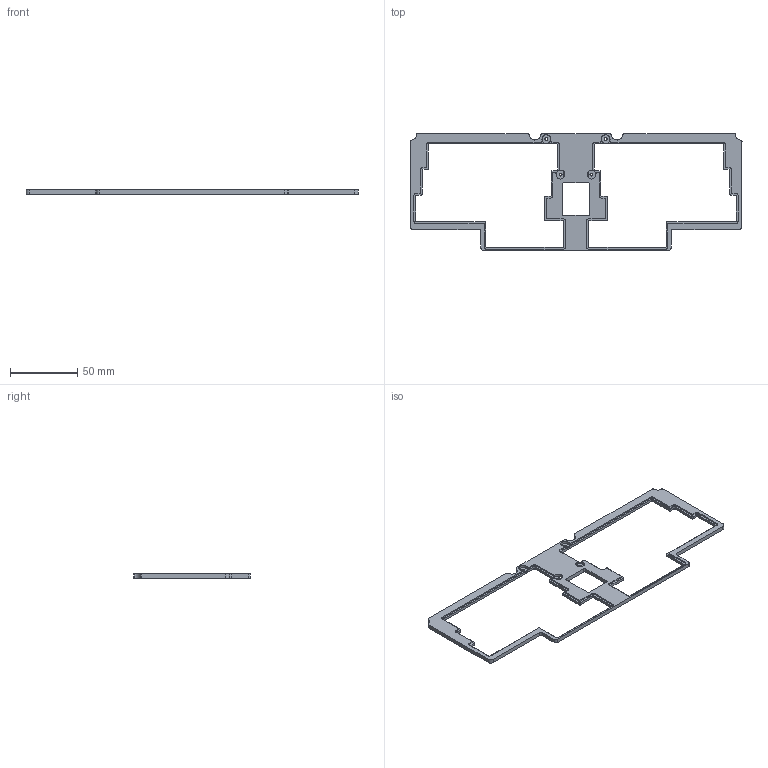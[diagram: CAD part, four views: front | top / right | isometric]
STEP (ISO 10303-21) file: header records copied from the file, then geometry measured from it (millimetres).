
FILE_DESCRIPTION(('FreeCAD Model'),'2;1');
FILE_NAME('Open CASCADE Shape Model','2026-01-16T14:38:02',(''),(''), 'Open CASCADE STEP processor 7.8','FreeCAD','Unknown');
FILE_SCHEMA(('AUTOMOTIVE_DESIGN { 1 0 10303 214 1 1 1 1 }'));
Length unit declared in the file: millimetre
Products named in the file (1): top-fill
Bounding box: 246.9 x 86.9 x 3 mm (x, y, z)
Volume: 15920.1 mm3; surface area: 16500.7 mm2
Topology: 1 solids, 1 shells, 186 faces, 548 edges, 364 vertices
Faces by surface type: plane 94, cylinder 92
Full cylindrical faces by diameter (mm): 2.2 x4, 6.6 x4
Entity records: 6312 total; most frequent: DIRECTION 1116, CARTESIAN_POINT 1103, ORIENTED_EDGE 1096, EDGE_CURVE 548, AXIS2_PLACEMENT_3D 385, VERTEX_POINT 364, LINE 346, VECTOR 346
